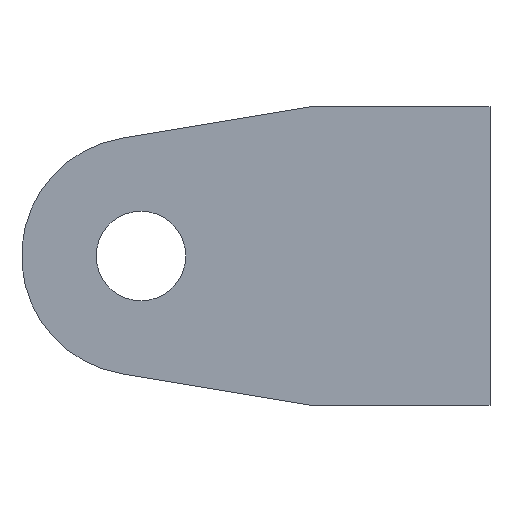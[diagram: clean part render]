
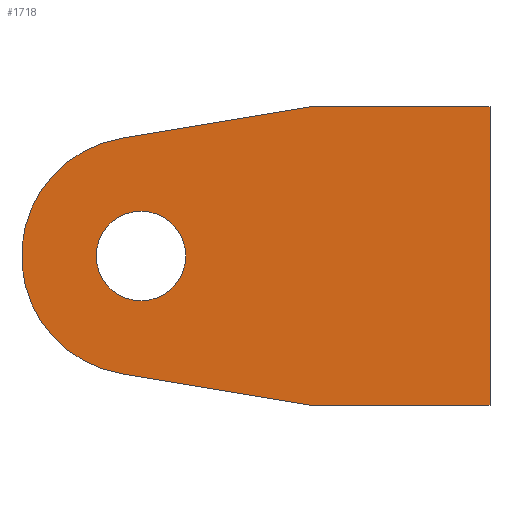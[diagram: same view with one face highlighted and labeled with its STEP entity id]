
A CAD part, left-side view. The second image highlights one B-rep face of the part: STEP entity #1718.
In plain terms, the highlighted planar face has unit normal (-1, 0, 0).
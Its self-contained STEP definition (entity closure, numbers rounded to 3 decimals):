
#58=FACE_BOUND('',#235,.T.);
#144=FACE_OUTER_BOUND('',#234,.T.);
#234=EDGE_LOOP('',(#1500,#1501,#1502,#1503,#1504,#1505));
#235=EDGE_LOOP('',(#1506));
#243=CIRCLE('',#1744,20.);
#245=CIRCLE('',#1748,7.5);
#328=LINE('',#2440,#500);
#374=LINE('',#2612,#546);
#487=LINE('',#2910,#659);
#488=LINE('',#2913,#660);
#489=LINE('',#2914,#661);
#500=VECTOR('',#1929,10.);
#546=VECTOR('',#2067,10.);
#659=VECTOR('',#2400,10.);
#660=VECTOR('',#2403,10.);
#661=VECTOR('',#2404,10.);
#673=VERTEX_POINT('',#2437);
#674=VERTEX_POINT('',#2439);
#677=VERTEX_POINT('',#2447);
#679=VERTEX_POINT('',#2455);
#754=VERTEX_POINT('',#2610);
#829=VERTEX_POINT('',#2908);
#830=VERTEX_POINT('',#2912);
#844=EDGE_CURVE('',#674,#673,#328,.T.);
#849=EDGE_CURVE('',#673,#677,#243,.T.);
#852=EDGE_CURVE('',#679,#679,#245,.T.);
#930=EDGE_CURVE('',#677,#754,#374,.T.);
#1079=EDGE_CURVE('',#829,#674,#487,.T.);
#1080=EDGE_CURVE('',#829,#830,#488,.T.);
#1081=EDGE_CURVE('',#830,#754,#489,.T.);
#1500=ORIENTED_EDGE('',*,*,#1080,.F.);
#1501=ORIENTED_EDGE('',*,*,#1079,.T.);
#1502=ORIENTED_EDGE('',*,*,#844,.T.);
#1503=ORIENTED_EDGE('',*,*,#849,.T.);
#1504=ORIENTED_EDGE('',*,*,#930,.T.);
#1505=ORIENTED_EDGE('',*,*,#1081,.F.);
#1506=ORIENTED_EDGE('',*,*,#852,.T.);
#1631=PLANE('',#1899);
#1718=ADVANCED_FACE('',(#144,#58),#1631,.T.);
#1744=AXIS2_PLACEMENT_3D('',#2449,#1936,#1937);
#1748=AXIS2_PLACEMENT_3D('',#2456,#1945,#1946);
#1899=AXIS2_PLACEMENT_3D('',#2911,#2401,#2402);
#1929=DIRECTION('',(0.,0.987,-0.164));
#1936=DIRECTION('center_axis',(-1.,0.,0.));
#1937=DIRECTION('ref_axis',(0.,0.164,-0.987));
#1945=DIRECTION('center_axis',(1.,0.,0.));
#1946=DIRECTION('ref_axis',(0.,1.,0.));
#2067=DIRECTION('',(0.,-0.987,-0.164));
#2400=DIRECTION('',(0.,1.,0.));
#2401=DIRECTION('center_axis',(-1.,0.,0.));
#2402=DIRECTION('ref_axis',(0.,0.,1.));
#2403=DIRECTION('',(0.,0.,-1.));
#2404=DIRECTION('',(0.,1.,0.));
#2437=CARTESIAN_POINT('',(-25.,61.772,19.73));
#2439=CARTESIAN_POINT('',(-25.,30.,25.));
#2440=CARTESIAN_POINT('',(-25.,30.,25.));
#2447=CARTESIAN_POINT('',(-25.,61.772,-19.73));
#2449=CARTESIAN_POINT('Origin',(-25.,58.5,0.));
#2455=CARTESIAN_POINT('',(-25.,51.,0.));
#2456=CARTESIAN_POINT('Origin',(-25.,58.5,0.));
#2610=CARTESIAN_POINT('',(-25.,30.,-25.));
#2612=CARTESIAN_POINT('',(-25.,30.,-25.));
#2908=CARTESIAN_POINT('',(-25.,0.,25.));
#2910=CARTESIAN_POINT('',(-25.,0.,25.));
#2911=CARTESIAN_POINT('Origin',(-25.,0.,-25.));
#2912=CARTESIAN_POINT('',(-25.,0.,-25.));
#2913=CARTESIAN_POINT('',(-25.,0.,25.));
#2914=CARTESIAN_POINT('',(-25.,0.,-25.));
